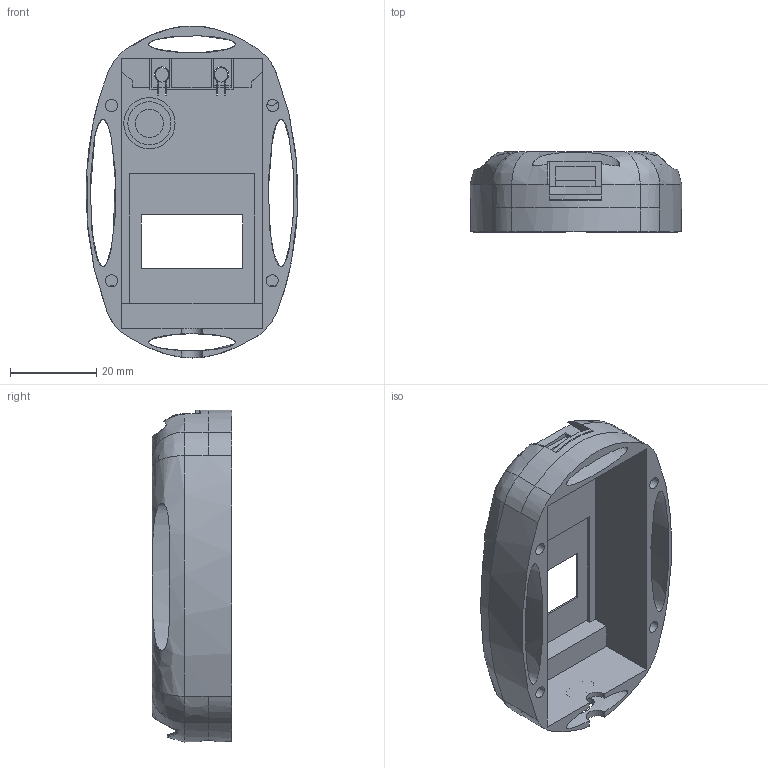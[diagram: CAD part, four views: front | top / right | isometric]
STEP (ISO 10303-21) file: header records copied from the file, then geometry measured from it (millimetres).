
FILE_DESCRIPTION(/* description */ (''),/* implementation_level */ '2;1');
FILE_NAME(/* name */ 'Cajita_abierta_top.step',/* time_stamp */ '2022-05-11T14:47:15-04:00',/* author */ (''),/* organization */ (''),/* preprocessor_version */ 'ST-DEVELOPER v18.1',/* originating_system */ 'Autodesk Translation Framework v10.14.0.1471',/* authorisation */ '');
FILE_SCHEMA (('AUTOMOTIVE_DESIGN { 1 0 10303 214 3 1 1 }'));
Length unit declared in the file: millimetre
Products named in the file (1): Cajita_abierta_v04
Bounding box: 49 x 18.5 x 76.87 mm (x, y, z)
Volume: 13234.9 mm3; surface area: 15801.2 mm2
Topology: 1 solids, 1 shells, 169 faces, 490 edges, 324 vertices
Faces by surface type: plane 116, bspline 35, cylinder 18
Full cylindrical faces by diameter (mm): 2.8 x7, 6.543 x1, 10 x1, 11.871 x1
Entity records: 7156 total; most frequent: CARTESIAN_POINT 2879, ORIENTED_EDGE 980, DIRECTION 727, EDGE_CURVE 490, VERTEX_POINT 324, LINE 317, VECTOR 317, AXIS2_PLACEMENT_3D 205
